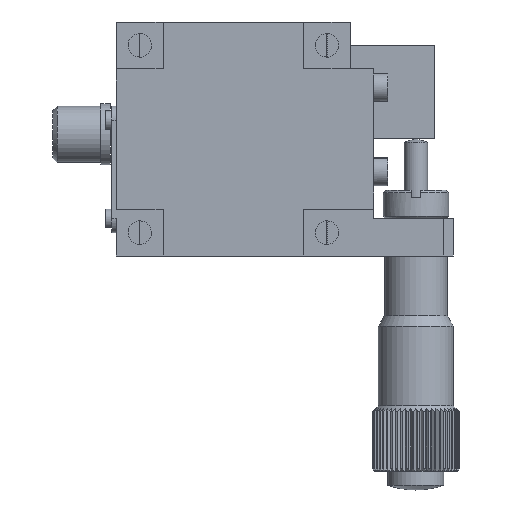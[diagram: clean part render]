
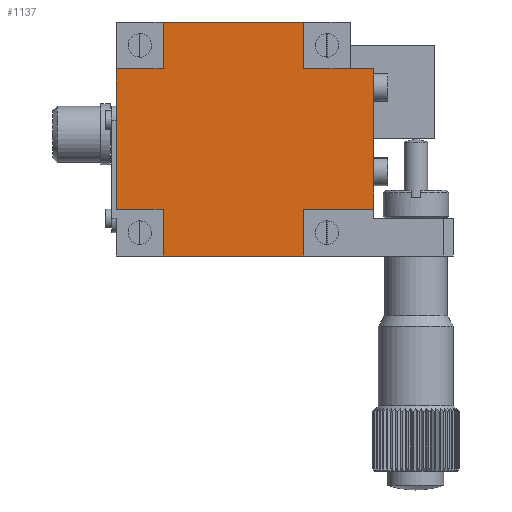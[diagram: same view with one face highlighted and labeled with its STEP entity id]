
A CAD part, front view. The second image highlights one B-rep face of the part: STEP entity #1137.
In plain terms, the highlighted planar face has unit normal (0, -1, 0).
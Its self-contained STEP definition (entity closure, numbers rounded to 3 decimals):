
#1137=ADVANCED_FACE('',(#2761),#2762,.F.);
#2761=FACE_OUTER_BOUND('',#4937,.T.);
#2762=PLANE('',#4938);
#4937=EDGE_LOOP('',(#8290,#8291,#8292,#8293,#8294,#8295,#8296,#8297,#8298,#8299,#8300,#8301,#8302,#8303,#8304,#8305));
#4938=AXIS2_PLACEMENT_3D('',#8306,#8307,#8308);
#8290=ORIENTED_EDGE('',*,*,#14018,.F.);
#8291=ORIENTED_EDGE('',*,*,#14019,.F.);
#8292=ORIENTED_EDGE('',*,*,#13802,.F.);
#8293=ORIENTED_EDGE('',*,*,#13799,.F.);
#8294=ORIENTED_EDGE('',*,*,#13795,.F.);
#8295=ORIENTED_EDGE('',*,*,#14020,.F.);
#8296=ORIENTED_EDGE('',*,*,#13057,.T.);
#8297=ORIENTED_EDGE('',*,*,#14021,.F.);
#8298=ORIENTED_EDGE('',*,*,#14022,.F.);
#8299=ORIENTED_EDGE('',*,*,#14023,.T.);
#8300=ORIENTED_EDGE('',*,*,#13495,.T.);
#8301=ORIENTED_EDGE('',*,*,#14024,.F.);
#8302=ORIENTED_EDGE('',*,*,#14025,.F.);
#8303=ORIENTED_EDGE('',*,*,#14026,.F.);
#8304=ORIENTED_EDGE('',*,*,#14027,.T.);
#8305=ORIENTED_EDGE('',*,*,#14028,.F.);
#8306=CARTESIAN_POINT('',(0.0,0.25,12.5));
#8307=DIRECTION('',(-0.0,1.0,0.0));
#8308=DIRECTION('',(1.0,0.0,0.0));
#13057=EDGE_CURVE('',#15678,#15682,#15684,.T.);
#13495=EDGE_CURVE('',#16452,#16456,#16458,.T.);
#13795=EDGE_CURVE('',#16953,#16955,#16956,.T.);
#13799=EDGE_CURVE('',#16955,#16962,#16963,.T.);
#13802=EDGE_CURVE('',#16962,#16944,#16966,.T.);
#14018=EDGE_CURVE('',#17314,#17315,#17316,.T.);
#14019=EDGE_CURVE('',#16944,#17314,#17317,.T.);
#14020=EDGE_CURVE('',#15678,#16953,#17318,.T.);
#14021=EDGE_CURVE('',#17319,#15682,#17320,.T.);
#14022=EDGE_CURVE('',#17321,#17319,#17322,.T.);
#14023=EDGE_CURVE('',#17321,#16452,#17323,.T.);
#14024=EDGE_CURVE('',#17324,#16456,#17325,.T.);
#14025=EDGE_CURVE('',#17326,#17324,#17327,.T.);
#14026=EDGE_CURVE('',#17328,#17326,#17329,.T.);
#14027=EDGE_CURVE('',#17328,#17330,#17331,.T.);
#14028=EDGE_CURVE('',#17315,#17330,#17332,.T.);
#15678=VERTEX_POINT('',#19528);
#15682=VERTEX_POINT('',#19534);
#15684=LINE('',#19537,#19538);
#16452=VERTEX_POINT('',#20819);
#16456=VERTEX_POINT('',#20825);
#16458=LINE('',#20828,#20829);
#16944=VERTEX_POINT('',#21660);
#16953=VERTEX_POINT('',#21673);
#16955=VERTEX_POINT('',#21676);
#16956=LINE('',#21677,#21678);
#16962=VERTEX_POINT('',#21684);
#16963=LINE('',#21685,#21686);
#16966=LINE('',#21689,#21690);
#17314=VERTEX_POINT('',#22603);
#17315=VERTEX_POINT('',#22604);
#17316=LINE('',#22605,#22606);
#17317=LINE('',#22607,#22608);
#17318=LINE('',#22609,#22610);
#17319=VERTEX_POINT('',#22611);
#17320=LINE('',#22612,#22613);
#17321=VERTEX_POINT('',#22614);
#17322=LINE('',#22615,#22616);
#17323=LINE('',#22617,#22618);
#17324=VERTEX_POINT('',#22619);
#17325=LINE('',#22620,#22621);
#17326=VERTEX_POINT('',#22622);
#17327=LINE('',#22623,#22624);
#17328=VERTEX_POINT('',#22625);
#17329=LINE('',#22626,#22627);
#17330=VERTEX_POINT('',#22628);
#17331=LINE('',#22629,#22630);
#17332=LINE('',#22631,#22632);
#19528=CARTESIAN_POINT('',(12.5,0.25,7.5));
#19534=CARTESIAN_POINT('',(7.5,0.25,7.5));
#19537=CARTESIAN_POINT('',(15.0,0.25,7.5));
#19538=VECTOR('',#26043,1000.0);
#20819=CARTESIAN_POINT('',(-7.5,0.25,7.5));
#20825=CARTESIAN_POINT('',(-12.5,0.25,7.5));
#20828=CARTESIAN_POINT('',(15.0,0.25,7.5));
#20829=VECTOR('',#26527,1000.0);
#21660=CARTESIAN_POINT('',(15.0,0.25,-7.5));
#21673=CARTESIAN_POINT('',(15.0,0.25,7.5));
#21676=CARTESIAN_POINT('',(15.0,0.25,5.5));
#21677=CARTESIAN_POINT('',(15.0,0.25,3.75));
#21678=VECTOR('',#26851,1000.0);
#21684=CARTESIAN_POINT('',(15.0,0.25,-3.5));
#21685=CARTESIAN_POINT('',(15.0,0.25,3.75));
#21686=VECTOR('',#26861,1000.0);
#21689=CARTESIAN_POINT('',(15.0,0.25,3.75));
#21690=VECTOR('',#26868,1000.0);
#22603=CARTESIAN_POINT('',(7.5,0.25,-7.5));
#22604=CARTESIAN_POINT('',(7.5,0.25,-12.5));
#22605=CARTESIAN_POINT('',(7.5,0.25,12.5));
#22606=VECTOR('',#27074,1000.0);
#22607=CARTESIAN_POINT('',(15.0,0.25,-7.5));
#22608=VECTOR('',#27075,1000.0);
#22609=CARTESIAN_POINT('',(16.637,0.25,7.5));
#22610=VECTOR('',#27076,1000.0);
#22611=CARTESIAN_POINT('',(7.5,0.25,12.5));
#22612=CARTESIAN_POINT('',(7.5,0.25,12.5));
#22613=VECTOR('',#27077,1000.0);
#22614=CARTESIAN_POINT('',(-7.5,0.25,12.5));
#22615=CARTESIAN_POINT('',(0.0,0.25,12.5));
#22616=VECTOR('',#27078,1000.0);
#22617=CARTESIAN_POINT('',(-7.5,0.25,12.5));
#22618=VECTOR('',#27079,1000.0);
#22619=CARTESIAN_POINT('',(-12.5,0.25,2.829));
#22620=CARTESIAN_POINT('',(-12.5,0.25,0.0));
#22621=VECTOR('',#27080,1000.0);
#22622=CARTESIAN_POINT('',(-12.5,0.25,-7.5));
#22623=CARTESIAN_POINT('',(-12.5,0.25,0.0));
#22624=VECTOR('',#27081,1000.0);
#22625=CARTESIAN_POINT('',(-7.5,0.25,-7.5));
#22626=CARTESIAN_POINT('',(15.0,0.25,-7.5));
#22627=VECTOR('',#27082,1000.0);
#22628=CARTESIAN_POINT('',(-7.5,0.25,-12.5));
#22629=CARTESIAN_POINT('',(-7.5,0.25,12.5));
#22630=VECTOR('',#27083,1000.0);
#22631=CARTESIAN_POINT('',(0.,0.25,-12.5));
#22632=VECTOR('',#27084,1000.0);
#26043=DIRECTION('',(-1.0,0.0,0.0));
#26527=DIRECTION('',(-1.0,0.0,0.0));
#26851=DIRECTION('',(0.0,0.0,-1.0));
#26861=DIRECTION('',(0.0,0.0,-1.0));
#26868=DIRECTION('',(0.0,0.0,-1.0));
#27074=DIRECTION('',(0.0,0.0,-1.0));
#27075=DIRECTION('',(-1.0,0.0,0.0));
#27076=DIRECTION('',(1.0,0.0,0.));
#27077=DIRECTION('',(0.0,0.0,-1.0));
#27078=DIRECTION('',(1.0,0.0,0.0));
#27079=DIRECTION('',(0.0,0.0,-1.0));
#27080=DIRECTION('',(0.0,0.0,1.0));
#27081=DIRECTION('',(0.0,0.0,1.0));
#27082=DIRECTION('',(-1.0,0.0,0.0));
#27083=DIRECTION('',(0.0,0.0,-1.0));
#27084=DIRECTION('',(-1.0,0.0,0.0));
